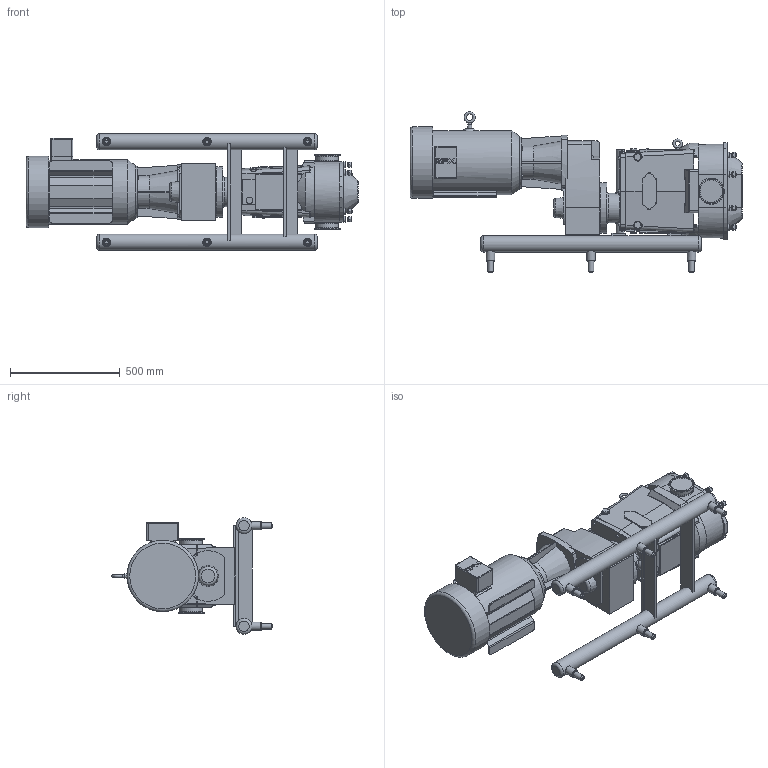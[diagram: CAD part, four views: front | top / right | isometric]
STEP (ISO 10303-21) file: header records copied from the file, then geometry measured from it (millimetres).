
FILE_DESCRIPTION(/* description */ (''),/* implementation_level */ '2;1');
FILE_NAME(/* name */ 'U2_220U2_256TC_4x4_S-Line_20HP_SM..stp',/* time_stamp */ '2020-10-20T15:44:48+05:00',/* author */ ('trtmhr'),/* organization */ (''),/* preprocessor_version */ 'ST-DEVELOPER v17',/* originating_system */ 'Autodesk Inventor 2018',/* authorisation */ '');
FILE_SCHEMA (('AUTOMOTIVE_DESIGN { 1 0 10303 214 3 1 1 }'));
Length unit declared in the file: inch
Products named in the file (1): U2_220U2_256TC_4x4_S-Line_20HP_SM.
Bounding box: 1509.45 x 729.74 x 530.23 mm (x, y, z)
Volume: 115738129.7 mm3; surface area: 3135062.2 mm2
Topology: 6 solids, 6 shells, 1121 faces, 2893 edges, 1852 vertices
Faces by surface type: plane 497, cylinder 303, bspline 148, torus 100, cone 47, sphere 26
Full cylindrical faces by diameter (mm): 5.08 x1, 12.395 x5, 12.7 x4, 14.478 x1, 19.05 x8, 19.304 x1, 25.4 x14, 30.48 x1, 38.1 x6, 101.6 x2, 102.946 x4, 103.962 x2, 119.024 x2, 133.35 x1, 229.997 x1, 230.124 x1, 232.994 x1, 292.329 x1, 324.612 x1
Entity records: 39232 total; most frequent: CARTESIAN_POINT 11731, ORIENTED_EDGE 5766, DIRECTION 5690, EDGE_CURVE 2883, AXIS2_PLACEMENT_3D 2129, VERTEX_POINT 1852, LINE 1432, VECTOR 1432
